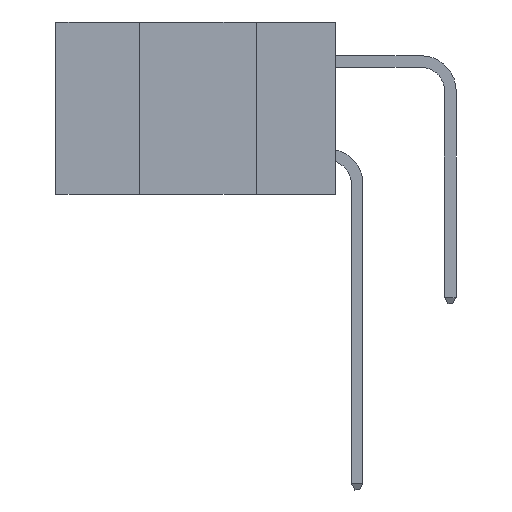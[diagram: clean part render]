
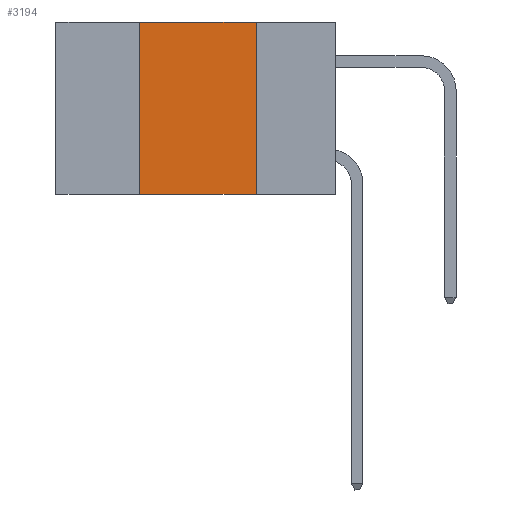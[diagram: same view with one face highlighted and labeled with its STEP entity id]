
A CAD part, left-side view. The second image highlights one B-rep face of the part: STEP entity #3194.
In plain terms, the highlighted planar face has unit normal (-1, 0, 0).
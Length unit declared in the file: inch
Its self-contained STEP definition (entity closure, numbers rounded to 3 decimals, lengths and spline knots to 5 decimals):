
#86 = AXIS2_PLACEMENT_3D ( 'NONE', #5407, #7162, #206 ) ;
#206 = DIRECTION ( 'NONE',  ( 0., 0., -1. ) ) ;
#1271 = CARTESIAN_POINT ( 'NONE',  ( 0., 0.6, -0.37 ) ) ;
#1404 = VERTEX_POINT ( 'NONE', #6354 ) ;
#1838 = VECTOR ( 'NONE', #8005, 39.37008 ) ;
#2252 = LINE ( 'NONE', #6321, #1838 ) ;
#2397 = CARTESIAN_POINT ( 'NONE',  ( 0., 0.42, 0. ) ) ;
#2555 = VERTEX_POINT ( 'NONE', #10966 ) ;
#2558 = VERTEX_POINT ( 'NONE', #2397 ) ;
#3186 = EDGE_LOOP ( 'NONE', ( #6779, #4760, #7649, #7611 ) ) ;
#3194 = ADVANCED_FACE ( 'NONE', ( #6592 ), #8883, .F. ) ;
#4019 = DIRECTION ( 'NONE',  ( 0., 0., -1. ) ) ;
#4279 = VECTOR ( 'NONE', #9905, 39.37008 ) ;
#4760 = ORIENTED_EDGE ( 'NONE', *, *, #6768, .F. ) ;
#4900 = EDGE_CURVE ( 'NONE', #2555, #9470, #5441, .T. ) ;
#4949 = CARTESIAN_POINT ( 'NONE',  ( 0., 0.17, 0. ) ) ;
#5407 = CARTESIAN_POINT ( 'NONE',  ( 0., 0.6, 0. ) ) ;
#5441 = LINE ( 'NONE', #4949, #5714 ) ;
#5714 = VECTOR ( 'NONE', #4019, 39.37008 ) ;
#5724 = CARTESIAN_POINT ( 'NONE',  ( 0., 0.6, 0. ) ) ;
#6135 = EDGE_CURVE ( 'NONE', #1404, #2558, #2252, .T. ) ;
#6321 = CARTESIAN_POINT ( 'NONE',  ( 0., 0.42, 0. ) ) ;
#6347 = CARTESIAN_POINT ( 'NONE',  ( 0., 0.17, -0.37 ) ) ;
#6354 = CARTESIAN_POINT ( 'NONE',  ( 0., 0.42, -0.37 ) ) ;
#6592 = FACE_OUTER_BOUND ( 'NONE', #3186, .T. ) ;
#6768 = EDGE_CURVE ( 'NONE', #2558, #2555, #6809, .T. ) ;
#6779 = ORIENTED_EDGE ( 'NONE', *, *, #4900, .F. ) ;
#6809 = LINE ( 'NONE', #5724, #7495 ) ;
#7162 = DIRECTION ( 'NONE',  ( 1., 0., 0. ) ) ;
#7296 = LINE ( 'NONE', #1271, #4279 ) ;
#7495 = VECTOR ( 'NONE', #11107, 39.37008 ) ;
#7611 = ORIENTED_EDGE ( 'NONE', *, *, #9223, .T. ) ;
#7649 = ORIENTED_EDGE ( 'NONE', *, *, #6135, .F. ) ;
#8005 = DIRECTION ( 'NONE',  ( 0., 0., 1. ) ) ;
#8883 = PLANE ( 'NONE',  #86 ) ;
#9223 = EDGE_CURVE ( 'NONE', #1404, #9470, #7296, .T. ) ;
#9470 = VERTEX_POINT ( 'NONE', #6347 ) ;
#9905 = DIRECTION ( 'NONE',  ( 0., -1., 0. ) ) ;
#10966 = CARTESIAN_POINT ( 'NONE',  ( 0., 0.17, 0. ) ) ;
#11107 = DIRECTION ( 'NONE',  ( 0., -1., 0. ) ) ;
